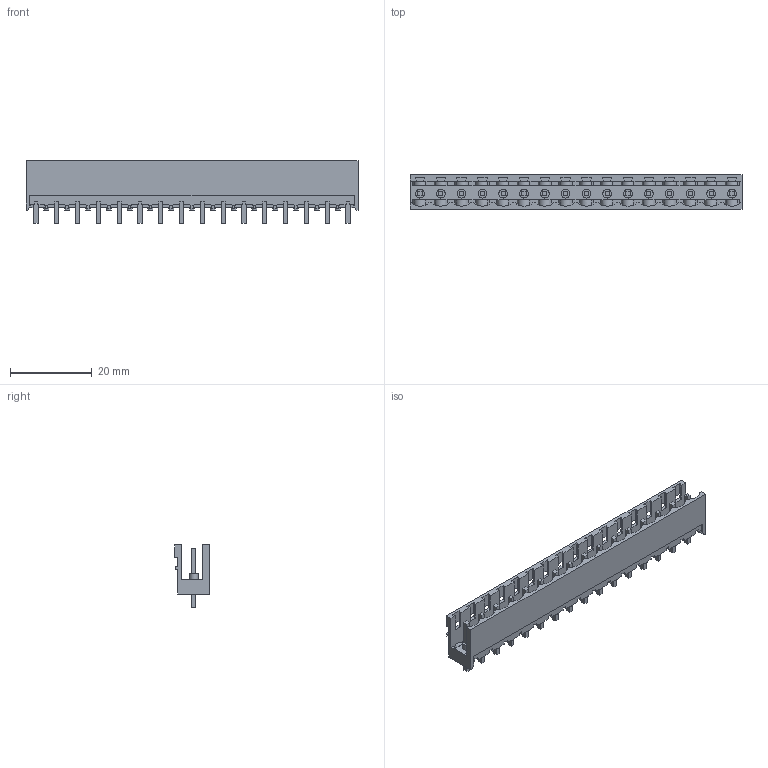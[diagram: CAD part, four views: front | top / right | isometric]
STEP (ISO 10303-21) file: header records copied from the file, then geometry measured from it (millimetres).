
FILE_DESCRIPTION(('CATIA V5 STEP Exchange','CAx-IF Rec.Pracs.--- Model Styling and Organization---1.2---2011-12-15'),'2;1');
FILE_NAME ('D1457008_0', '2018-03-21T16:08:02+00:00', ('none'), ('Weidmueller'), 'CATIA Version 5-6 Release 2014', 'CATIA V5 STEP AP214', 'none');
FILE_SCHEMA(('AUTOMOTIVE_DESIGN { 1 0 10303 214 1 1 1 1 }'));
Length unit declared in the file: millimetre
Products named in the file (1): 1838120000
Bounding box: 81.08 x 8.43 x 15.2 mm (x, y, z)
Volume: 2783.4 mm3; surface area: 6847 mm2
Topology: 17 solids, 17 shells, 928 faces, 2962 edges, 2036 vertices
Faces by surface type: plane 759, cylinder 153, extrusion 16
Entity records: 33328 total; most frequent: CARTESIAN_POINT 7503, ORIENTED_EDGE 5924, DIRECTION 4488, EDGE_CURVE 2962, VECTOR 2393, LINE 2377, VERTEX_POINT 2036, AXIS2_PLACEMENT_3D 1183
